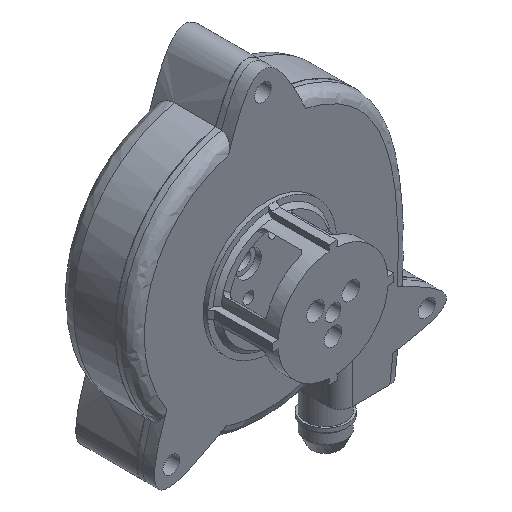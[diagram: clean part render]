
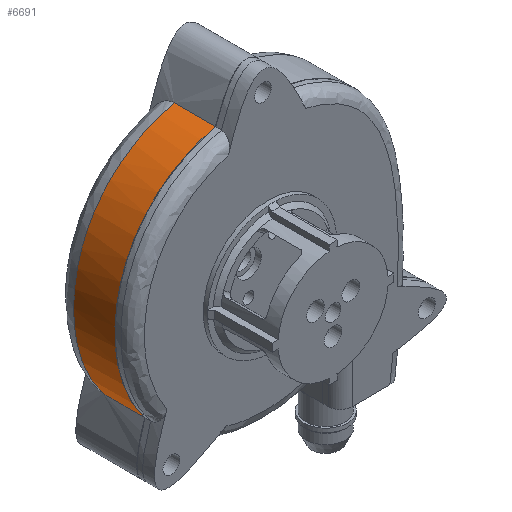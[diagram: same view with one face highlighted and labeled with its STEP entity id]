
A CAD part, isometric view. The second image highlights one B-rep face of the part: STEP entity #6691.
In plain terms, the highlighted free-form (B-spline) face has degree [3, 1] with [40, 2] control points.
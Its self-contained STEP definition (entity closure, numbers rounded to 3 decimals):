
#47=B_SPLINE_SURFACE_WITH_KNOTS('',3,1,((#18626,#18627),(#18628,#18629),
(#18630,#18631),(#18632,#18633),(#18634,#18635),(#18636,#18637),(#18638,
#18639),(#18640,#18641),(#18642,#18643),(#18644,#18645),(#18646,#18647),
(#18648,#18649),(#18650,#18651),(#18652,#18653),(#18654,#18655),(#18656,
#18657),(#18658,#18659),(#18660,#18661),(#18662,#18663),(#18664,#18665),
(#18666,#18667),(#18668,#18669),(#18670,#18671),(#18672,#18673),(#18674,
#18675),(#18676,#18677),(#18678,#18679),(#18680,#18681),(#18682,#18683),
(#18684,#18685),(#18686,#18687),(#18688,#18689),(#18690,#18691),(#18692,
#18693),(#18694,#18695),(#18696,#18697),(#18698,#18699),(#18700,#18701),
(#18702,#18703),(#18704,#18705)),.UNSPECIFIED.,.F.,.F.,.F.,(4,3,3,3,3,3,
3,3,3,3,3,3,3,4),(2,2),(-0.007,0.,0.125,0.227,
0.303,0.378,0.456,0.518,
0.582,0.665,0.735,0.811,
0.898,0.973),(-1.7,0.3),.UNSPECIFIED.);
#400=B_SPLINE_CURVE_WITH_KNOTS('',3,(#18597,#18598,#18599,#18600,#18601,
#18602,#18603,#18604,#18605,#18606,#18607,#18608,#18609,#18610,#18611),
 .UNSPECIFIED.,.F.,.F.,(4,2,1,2,1,2,1,2,4),(-5.872,-4.632,
-3.888,-2.896,-2.347,-1.615,
-0.913,-0.386,0.),
 .UNSPECIFIED.);
#402=B_SPLINE_CURVE_WITH_KNOTS('',3,(#18709,#18710,#18711,#18712,#18713,
#18714,#18715,#18716,#18717,#18718,#18719,#18720,#18721,#18722,#18723,#18724),
 .UNSPECIFIED.,.F.,.F.,(4,3,3,3,3,4),(-5.275,-4.133,
-2.629,-1.474,-0.348,0.),
 .UNSPECIFIED.);
#957=FACE_OUTER_BOUND('',#1365,.T.);
#1365=EDGE_LOOP('',(#5860,#5861,#5862,#5863));
#1773=LINE('',#18707,#2181);
#1774=LINE('',#18725,#2182);
#2181=VECTOR('',#8606,10.);
#2182=VECTOR('',#8607,10.);
#3126=VERTEX_POINT('',#18581);
#3127=VERTEX_POINT('',#18596);
#3128=VERTEX_POINT('',#18706);
#3129=VERTEX_POINT('',#18708);
#4073=EDGE_CURVE('',#3126,#3127,#400,.T.);
#4075=EDGE_CURVE('',#3126,#3128,#1773,.T.);
#4076=EDGE_CURVE('',#3128,#3129,#402,.T.);
#4077=EDGE_CURVE('',#3129,#3127,#1774,.T.);
#5860=ORIENTED_EDGE('',*,*,#4073,.F.);
#5861=ORIENTED_EDGE('',*,*,#4075,.T.);
#5862=ORIENTED_EDGE('',*,*,#4076,.T.);
#5863=ORIENTED_EDGE('',*,*,#4077,.T.);
#6691=ADVANCED_FACE('',(#957),#47,.T.);
#8606=DIRECTION('',(0.,-1.,0.));
#8607=DIRECTION('',(0.,1.,0.));
#18581=CARTESIAN_POINT('',(-26.874,11.,-20.151));
#18596=CARTESIAN_POINT('',(-8.904,11.,34.89));
#18597=CARTESIAN_POINT('Ctrl Pts',(-26.874,11.,-20.151));
#18598=CARTESIAN_POINT('Ctrl Pts',(-29.911,11.,-16.313));
#18599=CARTESIAN_POINT('Ctrl Pts',(-32.026,11.,-11.888));
#18600=CARTESIAN_POINT('Ctrl Pts',(-33.967,11.,-4.402));
#18601=CARTESIAN_POINT('Ctrl Pts',(-34.879,11.,2.222));
#18602=CARTESIAN_POINT('Ctrl Pts',(-34.087,11.,8.992));
#18603=CARTESIAN_POINT('Ctrl Pts',(-32.382,11.,14.779));
#18604=CARTESIAN_POINT('Ctrl Pts',(-30.467,11.,19.527));
#18605=CARTESIAN_POINT('Ctrl Pts',(-27.489,11.,23.723));
#18606=CARTESIAN_POINT('Ctrl Pts',(-23.443,11.,27.892));
#18607=CARTESIAN_POINT('Ctrl Pts',(-19.486,11.,30.913));
#18608=CARTESIAN_POINT('Ctrl Pts',(-15.123,11.,32.929));
#18609=CARTESIAN_POINT('Ctrl Pts',(-11.775,11.,34.138));
#18610=CARTESIAN_POINT('Ctrl Pts',(-10.341,11.,34.556));
#18611=CARTESIAN_POINT('Ctrl Pts',(-8.904,11.,34.89));
#18626=CARTESIAN_POINT('Ctrl Pts',(33.961,16.,-39.606));
#18627=CARTESIAN_POINT('Ctrl Pts',(33.961,-4.,-39.606));
#18628=CARTESIAN_POINT('Ctrl Pts',(34.07,16.,-38.73));
#18629=CARTESIAN_POINT('Ctrl Pts',(34.07,-4.,-38.73));
#18630=CARTESIAN_POINT('Ctrl Pts',(34.18,16.,-37.855));
#18631=CARTESIAN_POINT('Ctrl Pts',(34.18,-4.,-37.855));
#18632=CARTESIAN_POINT('Ctrl Pts',(34.29,16.,-36.979));
#18633=CARTESIAN_POINT('Ctrl Pts',(34.29,-4.,-36.979));
#18634=CARTESIAN_POINT('Ctrl Pts',(36.158,16.,-22.056));
#18635=CARTESIAN_POINT('Ctrl Pts',(36.158,-4.,-22.056));
#18636=CARTESIAN_POINT('Ctrl Pts',(36.627,16.,-9.467));
#18637=CARTESIAN_POINT('Ctrl Pts',(36.627,-4.,-9.467));
#18638=CARTESIAN_POINT('Ctrl Pts',(35.528,16.,0.876));
#18639=CARTESIAN_POINT('Ctrl Pts',(35.528,-4.,0.876));
#18640=CARTESIAN_POINT('Ctrl Pts',(34.632,16.,9.306));
#18641=CARTESIAN_POINT('Ctrl Pts',(34.632,-4.,9.306));
#18642=CARTESIAN_POINT('Ctrl Pts',(32.7,16.,16.28));
#18643=CARTESIAN_POINT('Ctrl Pts',(32.7,-4.,16.28));
#18644=CARTESIAN_POINT('Ctrl Pts',(29.255,16.,21.823));
#18645=CARTESIAN_POINT('Ctrl Pts',(29.255,-4.,21.823));
#18646=CARTESIAN_POINT('Ctrl Pts',(26.674,16.,25.976));
#18647=CARTESIAN_POINT('Ctrl Pts',(26.674,-4.,25.976));
#18648=CARTESIAN_POINT('Ctrl Pts',(23.193,16.,29.288));
#18649=CARTESIAN_POINT('Ctrl Pts',(23.193,-4.,29.288));
#18650=CARTESIAN_POINT('Ctrl Pts',(18.9,16.,31.634));
#18651=CARTESIAN_POINT('Ctrl Pts',(18.9,-4.,31.634));
#18652=CARTESIAN_POINT('Ctrl Pts',(14.677,16.,33.942));
#18653=CARTESIAN_POINT('Ctrl Pts',(14.677,-4.,33.942));
#18654=CARTESIAN_POINT('Ctrl Pts',(9.678,16.,35.36));
#18655=CARTESIAN_POINT('Ctrl Pts',(9.678,-4.,35.36));
#18656=CARTESIAN_POINT('Ctrl Pts',(4.237,16.,35.811));
#18657=CARTESIAN_POINT('Ctrl Pts',(4.237,-4.,35.811));
#18658=CARTESIAN_POINT('Ctrl Pts',(-1.392,16.,36.278));
#18659=CARTESIAN_POINT('Ctrl Pts',(-1.392,-4.,36.278));
#18660=CARTESIAN_POINT('Ctrl Pts',(-7.495,16.,35.683));
#18661=CARTESIAN_POINT('Ctrl Pts',(-7.495,-4.,35.683));
#18662=CARTESIAN_POINT('Ctrl Pts',(-13.187,16.,33.628));
#18663=CARTESIAN_POINT('Ctrl Pts',(-13.187,-4.,33.628));
#18664=CARTESIAN_POINT('Ctrl Pts',(-17.736,16.,31.986));
#18665=CARTESIAN_POINT('Ctrl Pts',(-17.736,-4.,31.986));
#18666=CARTESIAN_POINT('Ctrl Pts',(-21.999,16.,29.379));
#18667=CARTESIAN_POINT('Ctrl Pts',(-21.999,-4.,29.379));
#18668=CARTESIAN_POINT('Ctrl Pts',(-25.422,16.,25.853));
#18669=CARTESIAN_POINT('Ctrl Pts',(-25.422,-4.,25.853));
#18670=CARTESIAN_POINT('Ctrl Pts',(-28.934,16.,22.236));
#18671=CARTESIAN_POINT('Ctrl Pts',(-28.934,-4.,22.236));
#18672=CARTESIAN_POINT('Ctrl Pts',(-31.529,16.,17.671));
#18673=CARTESIAN_POINT('Ctrl Pts',(-31.529,-4.,17.671));
#18674=CARTESIAN_POINT('Ctrl Pts',(-32.99,16.,12.712));
#18675=CARTESIAN_POINT('Ctrl Pts',(-32.99,-4.,12.712));
#18676=CARTESIAN_POINT('Ctrl Pts',(-34.892,16.,6.258));
#18677=CARTESIAN_POINT('Ctrl Pts',(-34.892,-4.,6.258));
#18678=CARTESIAN_POINT('Ctrl Pts',(-34.895,16.,-0.824));
#18679=CARTESIAN_POINT('Ctrl Pts',(-34.895,-4.,-0.824));
#18680=CARTESIAN_POINT('Ctrl Pts',(-33.239,16.,-7.21));
#18681=CARTESIAN_POINT('Ctrl Pts',(-33.239,-4.,-7.21));
#18682=CARTESIAN_POINT('Ctrl Pts',(-31.844,16.,-12.587));
#18683=CARTESIAN_POINT('Ctrl Pts',(-31.844,-4.,-12.587));
#18684=CARTESIAN_POINT('Ctrl Pts',(-29.276,16.,-17.453));
#18685=CARTESIAN_POINT('Ctrl Pts',(-29.276,-4.,-17.453));
#18686=CARTESIAN_POINT('Ctrl Pts',(-25.91,16.,-21.312));
#18687=CARTESIAN_POINT('Ctrl Pts',(-25.91,-4.,-21.312));
#18688=CARTESIAN_POINT('Ctrl Pts',(-22.217,16.,-25.547));
#18689=CARTESIAN_POINT('Ctrl Pts',(-22.217,-4.,-25.547));
#18690=CARTESIAN_POINT('Ctrl Pts',(-17.592,16.,-28.568));
#18691=CARTESIAN_POINT('Ctrl Pts',(-17.592,-4.,-28.568));
#18692=CARTESIAN_POINT('Ctrl Pts',(-12.709,16.,-30.354));
#18693=CARTESIAN_POINT('Ctrl Pts',(-12.709,-4.,-30.354));
#18694=CARTESIAN_POINT('Ctrl Pts',(-7.221,16.,-32.363));
#18695=CARTESIAN_POINT('Ctrl Pts',(-7.221,-4.,-32.363));
#18696=CARTESIAN_POINT('Ctrl Pts',(-1.436,16.,-32.873));
#18697=CARTESIAN_POINT('Ctrl Pts',(-1.436,-4.,-32.873));
#18698=CARTESIAN_POINT('Ctrl Pts',(4.152,16.,-32.116));
#18699=CARTESIAN_POINT('Ctrl Pts',(4.152,-4.,-32.116));
#18700=CARTESIAN_POINT('Ctrl Pts',(9.043,16.,-31.453));
#18701=CARTESIAN_POINT('Ctrl Pts',(9.043,-4.,-31.453));
#18702=CARTESIAN_POINT('Ctrl Pts',(13.793,16.,-29.812));
#18703=CARTESIAN_POINT('Ctrl Pts',(13.793,-4.,-29.812));
#18704=CARTESIAN_POINT('Ctrl Pts',(18.313,16.,-27.269));
#18705=CARTESIAN_POINT('Ctrl Pts',(18.313,-4.,-27.269));
#18706=CARTESIAN_POINT('',(-26.874,0.5,-20.151));
#18707=CARTESIAN_POINT('',(-26.874,16.,-20.151));
#18708=CARTESIAN_POINT('',(-8.904,0.5,34.89));
#18709=CARTESIAN_POINT('Ctrl Pts',(-26.874,0.5,
-20.151));
#18710=CARTESIAN_POINT('Ctrl Pts',(-29.767,0.5,
-16.496));
#18711=CARTESIAN_POINT('Ctrl Pts',(-31.981,0.5,
-12.061));
#18712=CARTESIAN_POINT('Ctrl Pts',(-33.239,0.5,
-7.21));
#18713=CARTESIAN_POINT('Ctrl Pts',(-34.895,0.5,
-0.824));
#18714=CARTESIAN_POINT('Ctrl Pts',(-34.892,0.5,
6.258));
#18715=CARTESIAN_POINT('Ctrl Pts',(-32.99,0.5,
12.712));
#18716=CARTESIAN_POINT('Ctrl Pts',(-31.529,0.5,
17.671));
#18717=CARTESIAN_POINT('Ctrl Pts',(-28.934,0.5,
22.236));
#18718=CARTESIAN_POINT('Ctrl Pts',(-25.422,0.5,25.853));
#18719=CARTESIAN_POINT('Ctrl Pts',(-21.999,0.5,
29.379));
#18720=CARTESIAN_POINT('Ctrl Pts',(-17.736,0.5,
31.986));
#18721=CARTESIAN_POINT('Ctrl Pts',(-13.187,0.5,
33.628));
#18722=CARTESIAN_POINT('Ctrl Pts',(-11.78,0.5,
34.136));
#18723=CARTESIAN_POINT('Ctrl Pts',(-10.348,0.5,
34.555));
#18724=CARTESIAN_POINT('Ctrl Pts',(-8.904,0.5,
34.89));
#18725=CARTESIAN_POINT('',(-8.904,16.,34.89));
